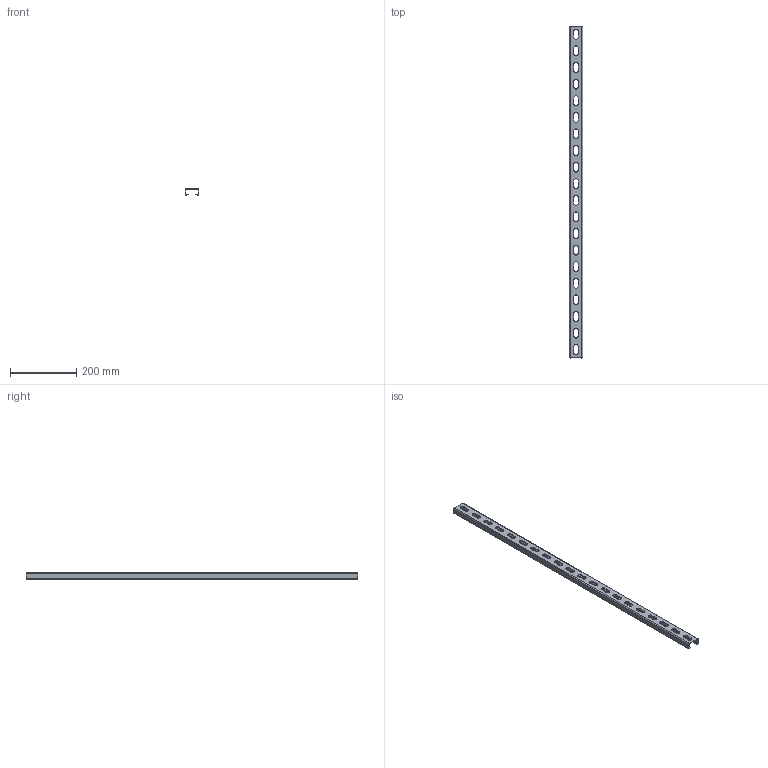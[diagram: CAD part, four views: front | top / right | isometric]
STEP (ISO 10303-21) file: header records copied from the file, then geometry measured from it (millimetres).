
FILE_DESCRIPTION((''),'2;1');
FILE_NAME('610210_PRT','2018-12-05T12:04:30',('tomasz.grudniewski'),(''),'CREO PARAMETRIC BY PTC INC, 2018260','CREO PARAMETRIC BY PTC INC, 2018260','');
FILE_SCHEMA(('CONFIG_CONTROL_DESIGN'));
Length unit declared in the file: millimetre
Products named in the file (1): 610210_PRT
Bounding box: 40 x 1000 x 19.8 mm (x, y, z)
Volume: 118664 mm3; surface area: 163722.4 mm2
Topology: 1 solids, 1 shells, 118 faces, 316 edges, 200 vertices
Faces by surface type: plane 70, cylinder 48
Entity records: 3778 total; most frequent: DIRECTION 648, CARTESIAN_POINT 634, ORIENTED_EDGE 632, EDGE_CURVE 316, VECTOR 220, LINE 220, AXIS2_PLACEMENT_3D 214, VERTEX_POINT 200
